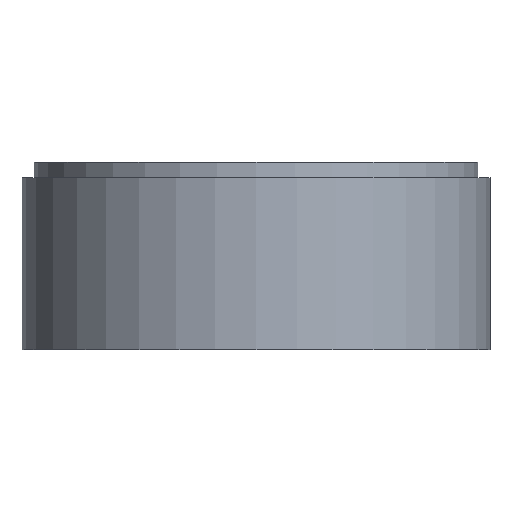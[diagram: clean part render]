
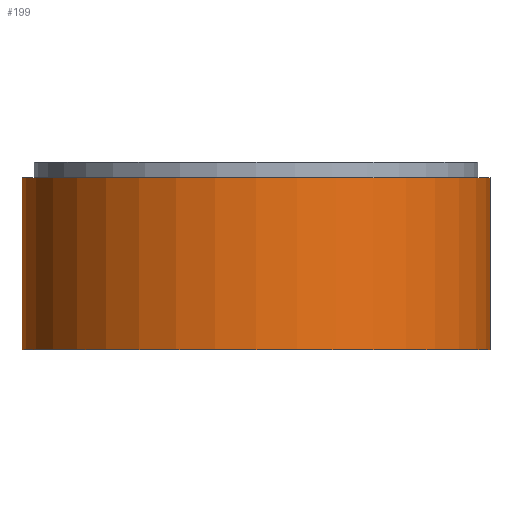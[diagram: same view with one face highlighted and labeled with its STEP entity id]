
A CAD part, front view. The second image highlights one B-rep face of the part: STEP entity #199.
In plain terms, the highlighted cylindrical face has radius 46.25 mm (diameter 92.5 mm), a full revolution.
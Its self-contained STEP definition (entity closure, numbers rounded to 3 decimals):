
#35=CYLINDRICAL_SURFACE('',#239,46.25);
#46=FACE_OUTER_BOUND('',#64,.T.);
#64=EDGE_LOOP('',(#170,#171,#172,#173));
#80=LINE('',#358,#88);
#88=VECTOR('',#298,46.25);
#99=CIRCLE('',#236,46.25);
#101=CIRCLE('',#240,46.25);
#114=VERTEX_POINT('',#349);
#116=VERTEX_POINT('',#356);
#133=EDGE_CURVE('',#114,#114,#99,.T.);
#136=EDGE_CURVE('',#116,#116,#101,.T.);
#137=EDGE_CURVE('',#116,#114,#80,.T.);
#170=ORIENTED_EDGE('',*,*,#136,.F.);
#171=ORIENTED_EDGE('',*,*,#137,.T.);
#172=ORIENTED_EDGE('',*,*,#133,.T.);
#173=ORIENTED_EDGE('',*,*,#137,.F.);
#199=ADVANCED_FACE('',(#46),#35,.T.);
#236=AXIS2_PLACEMENT_3D('',#350,#287,#288);
#239=AXIS2_PLACEMENT_3D('',#355,#294,#295);
#240=AXIS2_PLACEMENT_3D('',#357,#296,#297);
#287=DIRECTION('center_axis',(0.,0.,1.));
#288=DIRECTION('ref_axis',(1.,0.,0.));
#294=DIRECTION('center_axis',(0.,0.,1.));
#295=DIRECTION('ref_axis',(1.,0.,0.));
#296=DIRECTION('center_axis',(0.,0.,1.));
#297=DIRECTION('ref_axis',(1.,0.,0.));
#298=DIRECTION('',(0.,0.,-1.));
#349=CARTESIAN_POINT('',(-46.25,0.,0.));
#350=CARTESIAN_POINT('Origin',(0.,0.,0.));
#355=CARTESIAN_POINT('Origin',(0.,0.,0.));
#356=CARTESIAN_POINT('',(-46.25,0.,34.));
#357=CARTESIAN_POINT('Origin',(0.,0.,34.));
#358=CARTESIAN_POINT('',(-46.25,0.,0.));
